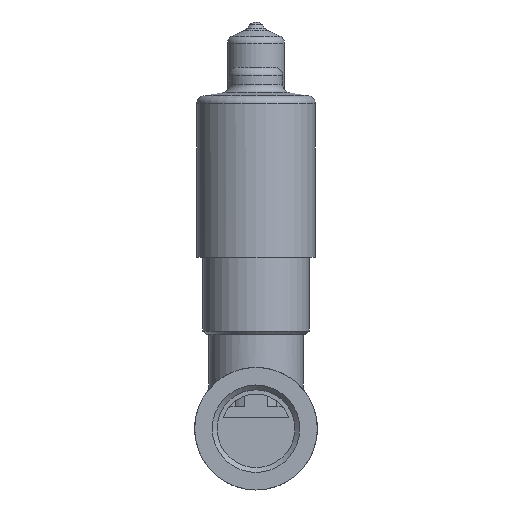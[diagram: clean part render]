
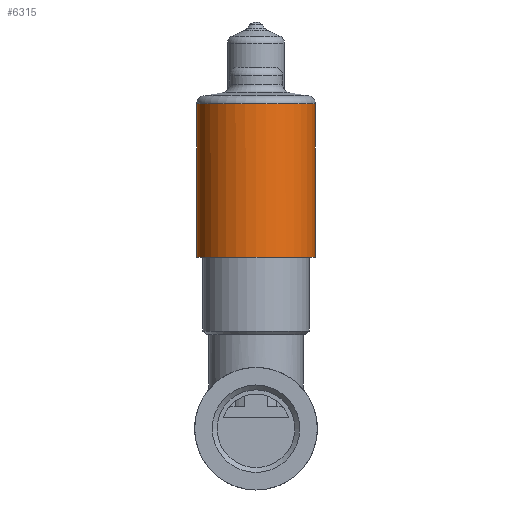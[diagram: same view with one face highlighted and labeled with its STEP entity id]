
A CAD part, left-side view. The second image highlights one B-rep face of the part: STEP entity #6315.
In plain terms, the highlighted cylindrical face has radius 14.5 mm (diameter 29 mm), a full revolution.
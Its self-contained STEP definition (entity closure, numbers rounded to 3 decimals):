
#673=CYLINDRICAL_SURFACE('',#7165,14.5);
#894=LINE('',#22979,#1117);
#1117=VECTOR('',#8855,14.5);
#1562=FACE_OUTER_BOUND('',#1988,.T.);
#1988=EDGE_LOOP('',(#5747,#5748,#5749,#5750,#5751));
#2364=CIRCLE('',#7166,14.5);
#2365=CIRCLE('',#7167,14.5);
#2366=CIRCLE('',#7168,14.5);
#2966=VERTEX_POINT('',#22975);
#2967=VERTEX_POINT('',#22976);
#2968=VERTEX_POINT('',#22978);
#3897=EDGE_CURVE('',#2966,#2967,#2364,.T.);
#3898=EDGE_CURVE('',#2966,#2968,#894,.T.);
#3899=EDGE_CURVE('',#2968,#2968,#2365,.T.);
#3900=EDGE_CURVE('',#2967,#2966,#2366,.T.);
#5747=ORIENTED_EDGE('',*,*,#3897,.F.);
#5748=ORIENTED_EDGE('',*,*,#3898,.T.);
#5749=ORIENTED_EDGE('',*,*,#3899,.T.);
#5750=ORIENTED_EDGE('',*,*,#3898,.F.);
#5751=ORIENTED_EDGE('',*,*,#3900,.F.);
#6315=ADVANCED_FACE('',(#1562),#673,.T.);
#7165=AXIS2_PLACEMENT_3D('',#22974,#8851,#8852);
#7166=AXIS2_PLACEMENT_3D('',#22977,#8853,#8854);
#7167=AXIS2_PLACEMENT_3D('',#22980,#8856,#8857);
#7168=AXIS2_PLACEMENT_3D('',#22981,#8858,#8859);
#8851=DIRECTION('center_axis',(0.,1.,0.));
#8852=DIRECTION('ref_axis',(1.,0.,0.));
#8853=DIRECTION('center_axis',(0.,1.,0.));
#8854=DIRECTION('ref_axis',(1.,0.,0.));
#8855=DIRECTION('',(0.,-1.,0.));
#8856=DIRECTION('center_axis',(0.,1.,0.));
#8857=DIRECTION('ref_axis',(1.,0.,0.));
#8858=DIRECTION('center_axis',(0.,1.,0.));
#8859=DIRECTION('ref_axis',(1.,0.,0.));
#22974=CARTESIAN_POINT('Origin',(0.,-2.325,0.));
#22975=CARTESIAN_POINT('',(-14.5,37.58,0.));
#22976=CARTESIAN_POINT('',(-14.499,37.58,-0.154));
#22977=CARTESIAN_POINT('Origin',(0.,37.58,0.));
#22978=CARTESIAN_POINT('',(-14.5,0.,0.));
#22979=CARTESIAN_POINT('',(-14.5,-2.325,0.));
#22980=CARTESIAN_POINT('Origin',(0.,0.,0.));
#22981=CARTESIAN_POINT('Origin',(0.,37.58,0.));
